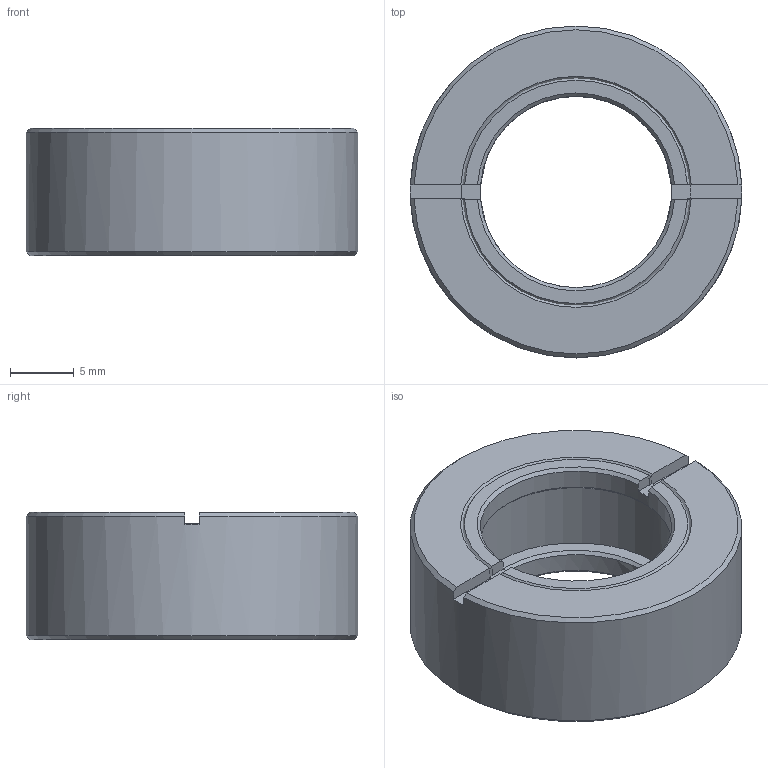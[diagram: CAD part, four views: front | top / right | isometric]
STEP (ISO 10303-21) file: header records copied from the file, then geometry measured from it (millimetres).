
FILE_DESCRIPTION (( 'STEP AP203' ), '1' );
FILE_NAME ('528540.STEP', '2024-04-24T03:33:42', ( 'Windows User' ), ( 'P R C' ), 'SwSTEP 2.0', 'SolidWorks 2020', '' );
FILE_SCHEMA (( 'CONFIG_CONTROL_DESIGN' ));
Length unit declared in the file: millimetre
Products named in the file (1): 528540
Bounding box: 26 x 26 x 10 mm (x, y, z)
Volume: 3174.4 mm3; surface area: 2580.5 mm2
Topology: 3 solids, 3 shells, 51 faces, 144 edges, 96 vertices
Faces by surface type: plane 27, cone 18, cylinder 6
Full cylindrical faces by diameter (mm): 15 x2, 17.5 x1, 18 x2, 26 x1
Entity records: 1607 total; most frequent: CARTESIAN_POINT 328, DIRECTION 248, ORIENTED_EDGE 240, EDGE_CURVE 120, AXIS2_PLACEMENT_3D 100, VERTEX_POINT 84, EDGE_LOOP 66, FACE_OUTER_BOUND 57
